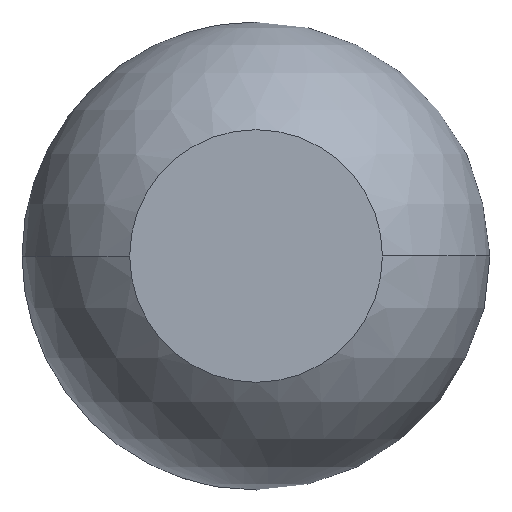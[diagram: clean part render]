
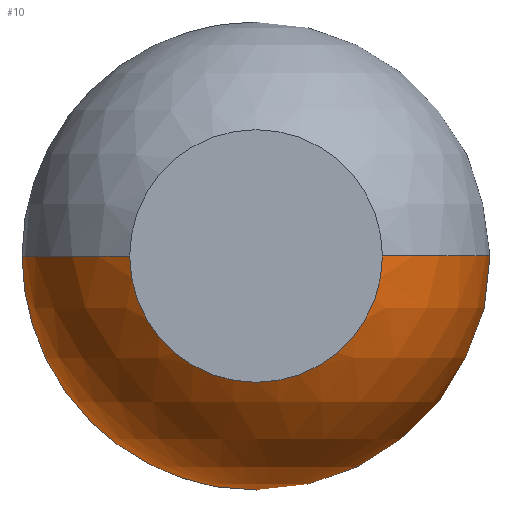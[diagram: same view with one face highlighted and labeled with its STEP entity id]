
A CAD part, front view. The second image highlights one B-rep face of the part: STEP entity #10.
In plain terms, the highlighted spherical face has radius 12.5 mm.
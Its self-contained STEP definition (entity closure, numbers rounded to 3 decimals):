
#8 = CARTESIAN_POINT ( 'NONE',  ( 8.75, 8.927, 0. ) ) ;
#10 = ADVANCED_FACE ( 'NONE', ( #196 ), #611, .T. ) ;
#17 = ORIENTED_EDGE ( 'NONE', *, *, #752, .F. ) ;
#45 = VERTEX_POINT ( 'NONE', #450 ) ;
#112 = CIRCLE ( 'NONE', #712, 8.75 ) ;
#135 = DIRECTION ( 'NONE',  ( 0., 0., 1. ) ) ;
#196 = FACE_OUTER_BOUND ( 'NONE', #339, .T. ) ;
#218 = DIRECTION ( 'NONE',  ( 0., 1., 0. ) ) ;
#219 = EDGE_CURVE ( 'NONE', #639, #377, #466, .T. ) ;
#240 = DIRECTION ( 'NONE',  ( 0., 0., -1. ) ) ;
#242 = DIRECTION ( 'NONE',  ( -1., 0., 0. ) ) ;
#246 = CARTESIAN_POINT ( 'NONE',  ( 6.75, -10.521, 0. ) ) ;
#250 = DIRECTION ( 'NONE',  ( 0., 0., 1. ) ) ;
#253 = ORIENTED_EDGE ( 'NONE', *, *, #219, .F. ) ;
#285 = AXIS2_PLACEMENT_3D ( 'NONE', #696, #357, #470 ) ;
#304 = CARTESIAN_POINT ( 'NONE',  ( 0., 8.927, 0. ) ) ;
#339 = EDGE_LOOP ( 'NONE', ( #253, #370, #363, #17 ) ) ;
#357 = DIRECTION ( 'NONE',  ( 0., 0., 1. ) ) ;
#363 = ORIENTED_EDGE ( 'NONE', *, *, #729, .T. ) ;
#370 = ORIENTED_EDGE ( 'NONE', *, *, #767, .T. ) ;
#377 = VERTEX_POINT ( 'NONE', #8 ) ;
#398 = DIRECTION ( 'NONE',  ( 0., 0., 1. ) ) ;
#405 = CARTESIAN_POINT ( 'NONE',  ( 0., 0., 0. ) ) ;
#447 = AXIS2_PLACEMENT_3D ( 'NONE', #532, #240, #242 ) ;
#449 = CIRCLE ( 'NONE', #753, 6.75 ) ;
#450 = CARTESIAN_POINT ( 'NONE',  ( -8.75, 8.927, 0. ) ) ;
#458 = DIRECTION ( 'NONE',  ( 0., 1., 0. ) ) ;
#462 = CIRCLE ( 'NONE', #447, 12.5 ) ;
#466 = CIRCLE ( 'NONE', #285, 12.5 ) ;
#470 = DIRECTION ( 'NONE',  ( 1., 0., 0. ) ) ;
#529 = CARTESIAN_POINT ( 'NONE',  ( 0., -10.521, 0. ) ) ;
#532 = CARTESIAN_POINT ( 'NONE',  ( 0., 0., 0. ) ) ;
#576 = AXIS2_PLACEMENT_3D ( 'NONE', #405, #398, #583 ) ;
#583 = DIRECTION ( 'NONE',  ( -1., 0., 0. ) ) ;
#611 = SPHERICAL_SURFACE ( 'NONE', #576, 12.5 ) ;
#639 = VERTEX_POINT ( 'NONE', #246 ) ;
#696 = CARTESIAN_POINT ( 'NONE',  ( 0., 0., 0. ) ) ;
#712 = AXIS2_PLACEMENT_3D ( 'NONE', #304, #458, #250 ) ;
#729 = EDGE_CURVE ( 'NONE', #736, #45, #462, .T. ) ;
#736 = VERTEX_POINT ( 'NONE', #779 ) ;
#752 = EDGE_CURVE ( 'NONE', #377, #45, #112, .T. ) ;
#753 = AXIS2_PLACEMENT_3D ( 'NONE', #529, #218, #135 ) ;
#767 = EDGE_CURVE ( 'NONE', #639, #736, #449, .T. ) ;
#779 = CARTESIAN_POINT ( 'NONE',  ( -6.75, -10.521, 0. ) ) ;
